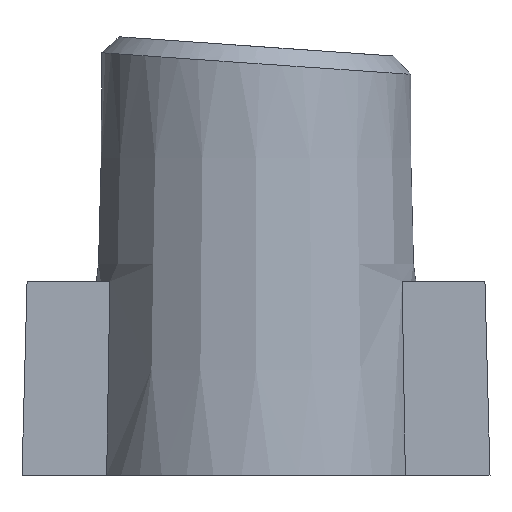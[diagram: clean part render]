
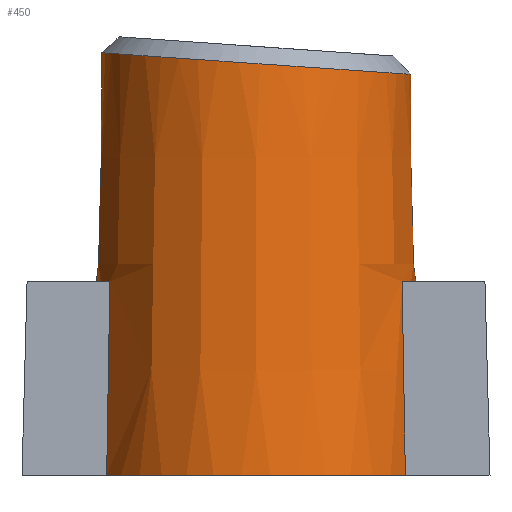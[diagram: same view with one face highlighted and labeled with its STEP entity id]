
A CAD part, left-side view. The second image highlights one B-rep face of the part: STEP entity #450.
In plain terms, the highlighted conical face has half-angle 1.5 degrees and reference radius 2.25 mm.
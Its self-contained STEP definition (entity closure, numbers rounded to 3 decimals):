
#19=B_SPLINE_CURVE_WITH_KNOTS('',3,(#847,#848,#849,#850,#851),
 .UNSPECIFIED.,.F.,.F.,(4,1,4),(-3.142,-2.244,-1.577),
 .UNSPECIFIED.);
#20=B_SPLINE_CURVE_WITH_KNOTS('',3,(#852,#853,#854,#855,#856,#857,#858,
#859,#860),.UNSPECIFIED.,.F.,.F.,(4,1,1,1,1,1,4),(-1.577,-1.346,
-0.449,0.449,1.346,2.244,3.142),
 .UNSPECIFIED.);
#35=LINE('',#863,#70);
#70=VECTOR('',#570,2.25);
#125=FACE_OUTER_BOUND('',#152,.T.);
#152=EDGE_LOOP('',(#346,#347,#348,#349,#350,#351,#352,#353,#354,#355,#356,
#357,#358));
#176=CIRCLE('',#500,2.413);
#177=CIRCLE('',#501,2.339);
#178=CIRCLE('',#502,2.413);
#179=CIRCLE('',#503,2.339);
#180=CIRCLE('',#504,2.413);
#189=(
BOUNDED_CURVE()
B_SPLINE_CURVE(2,(#867,#868,#869),.UNSPECIFIED.,.F.,.F.)
B_SPLINE_CURVE_WITH_KNOTS((3,3),(10261.625,10267.192),
 .UNSPECIFIED.)
CURVE()
GEOMETRIC_REPRESENTATION_ITEM()
RATIONAL_B_SPLINE_CURVE((1.,1.,1.))
REPRESENTATION_ITEM('')
);
#190=(
BOUNDED_CURVE()
B_SPLINE_CURVE(2,(#873,#874,#875),.UNSPECIFIED.,.F.,.F.)
B_SPLINE_CURVE_WITH_KNOTS((3,3),(9753.41,9758.977),
 .UNSPECIFIED.)
CURVE()
GEOMETRIC_REPRESENTATION_ITEM()
RATIONAL_B_SPLINE_CURVE((1.,1.,1.))
REPRESENTATION_ITEM('')
);
#191=(
BOUNDED_CURVE()
B_SPLINE_CURVE(2,(#879,#880,#881),.UNSPECIFIED.,.F.,.F.)
B_SPLINE_CURVE_WITH_KNOTS((3,3),(10261.625,10267.192),
 .UNSPECIFIED.)
CURVE()
GEOMETRIC_REPRESENTATION_ITEM()
RATIONAL_B_SPLINE_CURVE((1.,1.,1.))
REPRESENTATION_ITEM('')
);
#192=(
BOUNDED_CURVE()
B_SPLINE_CURVE(2,(#885,#886,#887),.UNSPECIFIED.,.F.,.F.)
B_SPLINE_CURVE_WITH_KNOTS((3,3),(9753.41,9758.977),
 .UNSPECIFIED.)
CURVE()
GEOMETRIC_REPRESENTATION_ITEM()
RATIONAL_B_SPLINE_CURVE((1.,1.,1.))
REPRESENTATION_ITEM('')
);
#214=VERTEX_POINT('',#844);
#215=VERTEX_POINT('',#846);
#216=VERTEX_POINT('',#862);
#217=VERTEX_POINT('',#864);
#218=VERTEX_POINT('',#866);
#219=VERTEX_POINT('',#870);
#220=VERTEX_POINT('',#872);
#221=VERTEX_POINT('',#876);
#222=VERTEX_POINT('',#878);
#223=VERTEX_POINT('',#882);
#224=VERTEX_POINT('',#884);
#265=EDGE_CURVE('',#214,#215,#19,.T.);
#266=EDGE_CURVE('',#215,#214,#20,.T.);
#267=EDGE_CURVE('',#215,#216,#35,.T.);
#268=EDGE_CURVE('',#217,#216,#176,.T.);
#269=EDGE_CURVE('',#218,#217,#189,.T.);
#270=EDGE_CURVE('',#219,#218,#177,.T.);
#271=EDGE_CURVE('',#220,#219,#190,.T.);
#272=EDGE_CURVE('',#221,#220,#178,.T.);
#273=EDGE_CURVE('',#222,#221,#191,.T.);
#274=EDGE_CURVE('',#223,#222,#179,.T.);
#275=EDGE_CURVE('',#224,#223,#192,.T.);
#276=EDGE_CURVE('',#216,#224,#180,.T.);
#346=ORIENTED_EDGE('',*,*,#265,.F.);
#347=ORIENTED_EDGE('',*,*,#266,.F.);
#348=ORIENTED_EDGE('',*,*,#267,.T.);
#349=ORIENTED_EDGE('',*,*,#268,.F.);
#350=ORIENTED_EDGE('',*,*,#269,.F.);
#351=ORIENTED_EDGE('',*,*,#270,.F.);
#352=ORIENTED_EDGE('',*,*,#271,.F.);
#353=ORIENTED_EDGE('',*,*,#272,.F.);
#354=ORIENTED_EDGE('',*,*,#273,.F.);
#355=ORIENTED_EDGE('',*,*,#274,.F.);
#356=ORIENTED_EDGE('',*,*,#275,.F.);
#357=ORIENTED_EDGE('',*,*,#276,.F.);
#358=ORIENTED_EDGE('',*,*,#267,.F.);
#439=CONICAL_SURFACE('',#499,2.25,0.026);
#450=ADVANCED_FACE('',(#125),#439,.T.);
#499=AXIS2_PLACEMENT_3D('',#861,#568,#569);
#500=AXIS2_PLACEMENT_3D('',#865,#571,#572);
#501=AXIS2_PLACEMENT_3D('',#871,#573,#574);
#502=AXIS2_PLACEMENT_3D('',#877,#575,#576);
#503=AXIS2_PLACEMENT_3D('',#883,#577,#578);
#504=AXIS2_PLACEMENT_3D('',#888,#579,#580);
#568=DIRECTION('center_axis',(0.,0.,-1.));
#569=DIRECTION('ref_axis',(-1.,0.,0.));
#570=DIRECTION('',(0.026,0.,-1.));
#571=DIRECTION('center_axis',(0.,0.,-1.));
#572=DIRECTION('ref_axis',(-1.,0.,0.));
#573=DIRECTION('center_axis',(0.,0.,-1.));
#574=DIRECTION('ref_axis',(-1.,0.,0.));
#575=DIRECTION('center_axis',(0.,0.,-1.));
#576=DIRECTION('ref_axis',(-1.,0.,0.));
#577=DIRECTION('center_axis',(0.,0.,-1.));
#578=DIRECTION('ref_axis',(-1.,0.,0.));
#579=DIRECTION('center_axis',(0.,0.,-1.));
#580=DIRECTION('ref_axis',(-1.,0.,0.));
#844=CARTESIAN_POINT('',(-4.438,-4.717,8.613));
#846=CARTESIAN_POINT('',(-2.182,-2.456,8.77));
#847=CARTESIAN_POINT('Ctrl Pts',(-4.438,-4.717,8.613));
#848=CARTESIAN_POINT('Ctrl Pts',(-3.757,-4.717,8.613));
#849=CARTESIAN_POINT('Ctrl Pts',(-2.577,-4.144,8.653));
#850=CARTESIAN_POINT('Ctrl Pts',(-2.185,-2.959,8.735));
#851=CARTESIAN_POINT('Ctrl Pts',(-2.182,-2.456,8.77));
#852=CARTESIAN_POINT('Ctrl Pts',(-2.182,-2.456,8.77));
#853=CARTESIAN_POINT('Ctrl Pts',(-2.182,-2.283,8.782));
#854=CARTESIAN_POINT('Ctrl Pts',(-2.274,-1.436,8.842));
#855=CARTESIAN_POINT('Ctrl Pts',(-3.329,-0.133,8.933));
#856=CARTESIAN_POINT('Ctrl Pts',(-5.545,-0.137,8.933));
#857=CARTESIAN_POINT('Ctrl Pts',(-6.952,-1.863,8.812));
#858=CARTESIAN_POINT('Ctrl Pts',(-6.469,-4.06,8.659));
#859=CARTESIAN_POINT('Ctrl Pts',(-5.118,-4.717,8.613));
#860=CARTESIAN_POINT('Ctrl Pts',(-4.438,-4.717,8.613));
#861=CARTESIAN_POINT('Origin',(-4.438,-2.457,9.));
#862=CARTESIAN_POINT('',(-2.024,-2.457,2.767));
#863=CARTESIAN_POINT('',(-2.188,-2.457,9.));
#864=CARTESIAN_POINT('',(-3.399,-0.279,2.767));
#865=CARTESIAN_POINT('Origin',(-4.438,-2.457,2.767));
#866=CARTESIAN_POINT('',(-3.473,-0.326,5.592));
#867=CARTESIAN_POINT('Ctrl Pts',(-3.473,-0.326,5.592));
#868=CARTESIAN_POINT('Ctrl Pts',(-3.437,-0.302,4.195));
#869=CARTESIAN_POINT('Ctrl Pts',(-3.399,-0.279,2.767));
#870=CARTESIAN_POINT('',(-5.402,-0.326,5.592));
#871=CARTESIAN_POINT('Origin',(-4.438,-2.457,5.592));
#872=CARTESIAN_POINT('',(-5.476,-0.279,2.767));
#873=CARTESIAN_POINT('Ctrl Pts',(-5.476,-0.279,2.767));
#874=CARTESIAN_POINT('Ctrl Pts',(-5.438,-0.302,4.195));
#875=CARTESIAN_POINT('Ctrl Pts',(-5.402,-0.326,5.592));
#876=CARTESIAN_POINT('',(-5.476,-4.635,2.767));
#877=CARTESIAN_POINT('Origin',(-4.438,-2.457,2.767));
#878=CARTESIAN_POINT('',(-5.402,-4.588,5.592));
#879=CARTESIAN_POINT('Ctrl Pts',(-5.402,-4.588,5.592));
#880=CARTESIAN_POINT('Ctrl Pts',(-5.438,-4.612,4.195));
#881=CARTESIAN_POINT('Ctrl Pts',(-5.476,-4.635,2.767));
#882=CARTESIAN_POINT('',(-3.473,-4.588,5.592));
#883=CARTESIAN_POINT('Origin',(-4.438,-2.457,5.592));
#884=CARTESIAN_POINT('',(-3.399,-4.635,2.767));
#885=CARTESIAN_POINT('Ctrl Pts',(-3.399,-4.635,2.767));
#886=CARTESIAN_POINT('Ctrl Pts',(-3.437,-4.612,4.195));
#887=CARTESIAN_POINT('Ctrl Pts',(-3.473,-4.588,5.592));
#888=CARTESIAN_POINT('Origin',(-4.438,-2.457,2.767));
